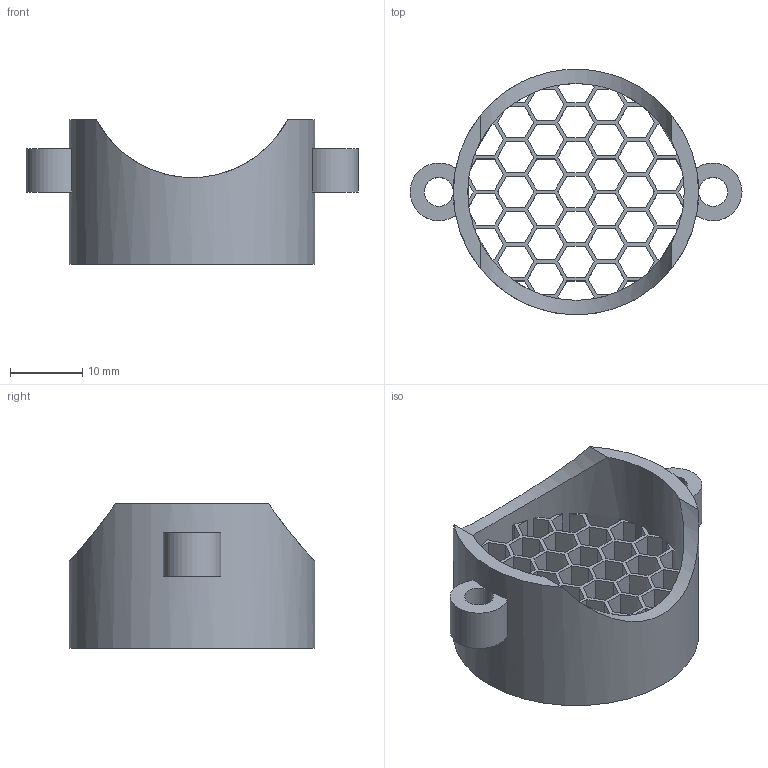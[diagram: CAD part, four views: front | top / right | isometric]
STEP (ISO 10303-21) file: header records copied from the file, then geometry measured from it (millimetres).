
FILE_DESCRIPTION(('FreeCAD Model'),'2;1');
FILE_NAME('Open CASCADE Shape Model','2024-10-13T14:40:59',(''),(''), 'Open CASCADE STEP processor 7.6','FreeCAD','Unknown');
FILE_SCHEMA(('AUTOMOTIVE_DESIGN { 1 0 10303 214 1 1 1 1 }'));
Length unit declared in the file: millimetre
Products named in the file (1): union001
Bounding box: 46 x 34 x 20 mm (x, y, z)
Volume: 5071.7 mm3; surface area: 9246.8 mm2
Topology: 1 solids, 1 shells, 247 faces, 831 edges, 536 vertices
Faces by surface type: plane 237, cylinder 10
Full cylindrical faces by diameter (mm): 4 x1, 30 x1, 34 x1
Entity records: 9225 total; most frequent: CARTESIAN_POINT 1757, ORIENTED_EDGE 1662, DIRECTION 1429, EDGE_CURVE 831, LINE 725, VECTOR 725, VERTEX_POINT 536, AXIS2_PLACEMENT_3D 352
